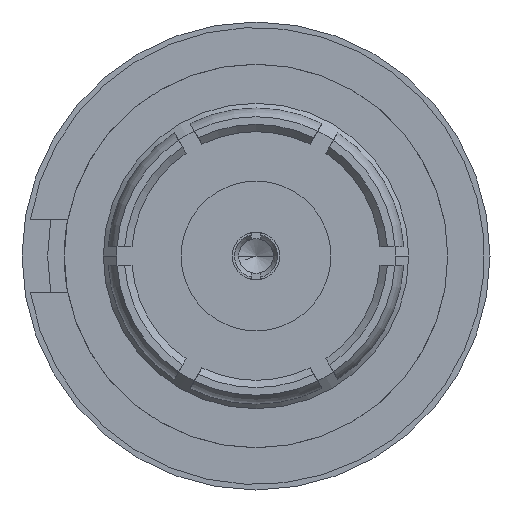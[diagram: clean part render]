
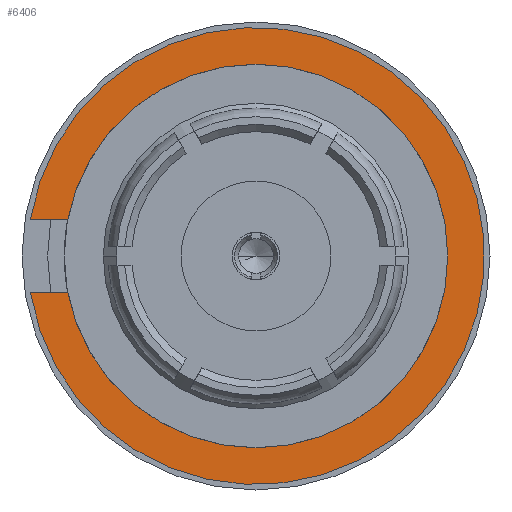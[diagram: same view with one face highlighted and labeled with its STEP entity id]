
A CAD part, left-side view. The second image highlights one B-rep face of the part: STEP entity #6406.
In plain terms, the highlighted planar face has unit normal (-1, 0, 0).
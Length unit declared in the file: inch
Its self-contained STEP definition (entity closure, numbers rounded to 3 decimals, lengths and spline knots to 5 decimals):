
#578=CARTESIAN_POINT('',(0.37795,0.,0.));
#579=DIRECTION('',(-1.,0.,0.));
#580=DIRECTION('',(0.,-1.,0.));
#581=AXIS2_PLACEMENT_3D('',#578,#579,#580);
#583=DIRECTION('',(0.,-1.,0.));
#584=VECTOR('',#583,0.04018);
#585=CARTESIAN_POINT('',(0.37795,0.24289,
0.03937));
#586=LINE('',#585,#584);
#587=CARTESIAN_POINT('',(0.37795,0.,0.));
#588=DIRECTION('',(-1.,0.,0.));
#589=DIRECTION('',(0.,0.987,-0.16));
#590=AXIS2_PLACEMENT_3D('',#587,#588,#589);
#592=DIRECTION('',(0.,1.,0.));
#593=VECTOR('',#592,0.04018);
#594=CARTESIAN_POINT('',(0.37795,0.20271,
-0.03937));
#595=LINE('',#594,#593);
#596=CARTESIAN_POINT('',(0.37795,0.,0.));
#597=DIRECTION('',(-1.,0.,0.));
#598=DIRECTION('',(0.,0.982,-0.191));
#599=AXIS2_PLACEMENT_3D('',#596,#597,#598);
#5738=CARTESIAN_POINT('',(0.37795,0.24289,
-0.03937));
#5739=CARTESIAN_POINT('',(0.37795,0.24289,
0.03937));
#5740=VERTEX_POINT('',#5738);
#5741=VERTEX_POINT('',#5739);
#5764=CARTESIAN_POINT('',(0.37795,-0.2065,0.));
#5765=CARTESIAN_POINT('',(0.37795,0.20271,
0.03937));
#5766=VERTEX_POINT('',#5764);
#5767=VERTEX_POINT('',#5765);
#5768=CARTESIAN_POINT('',(0.37795,0.20271,
-0.03937));
#5769=VERTEX_POINT('',#5768);
#6390=CARTESIAN_POINT('',(0.37795,0.,0.));
#6391=DIRECTION('',(-1.,0.,0.));
#6392=DIRECTION('',(0.,1.,0.));
#6393=AXIS2_PLACEMENT_3D('',#6390,#6391,#6392);
#6394=PLANE('',#6393);
#6395=ORIENTED_EDGE('',*,*,#6378,.T.);
#6397=ORIENTED_EDGE('',*,*,#6396,.F.);
#6399=ORIENTED_EDGE('',*,*,#6398,.F.);
#6401=ORIENTED_EDGE('',*,*,#6400,.F.);
#6403=ORIENTED_EDGE('',*,*,#6402,.T.);
#6404=EDGE_LOOP('',(#6395,#6397,#6399,#6401,#6403));
#6405=FACE_OUTER_BOUND('',#6404,.F.);
#6406=ADVANCED_FACE('',(#6405),#6394,.T.);
#582=CIRCLE('',#581,0.2065);
#591=CIRCLE('',#590,0.24606);
#600=CIRCLE('',#599,0.2065);
#6378=EDGE_CURVE('',#5766,#5767,#582,.T.);
#6396=EDGE_CURVE('',#5741,#5767,#586,.T.);
#6398=EDGE_CURVE('',#5740,#5741,#591,.T.);
#6400=EDGE_CURVE('',#5769,#5740,#595,.T.);
#6402=EDGE_CURVE('',#5769,#5766,#600,.T.);
